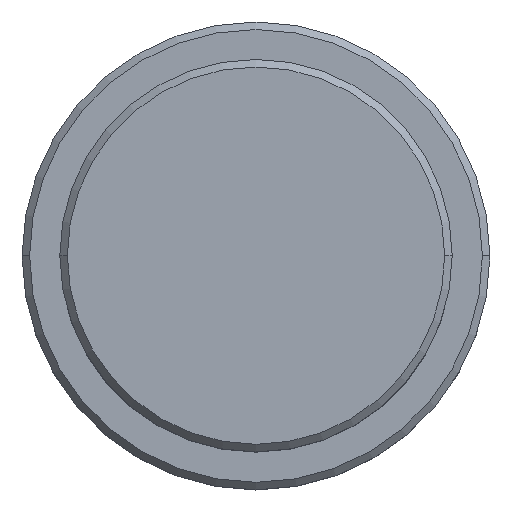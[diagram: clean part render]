
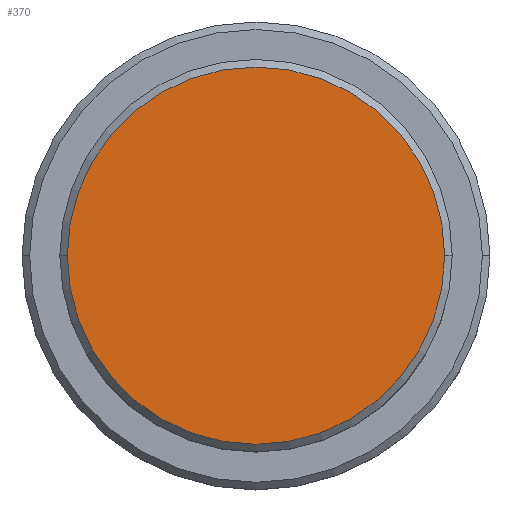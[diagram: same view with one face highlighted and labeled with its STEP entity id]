
A CAD part, top view. The second image highlights one B-rep face of the part: STEP entity #370.
In plain terms, the highlighted planar face has unit normal (0, 0, 1).
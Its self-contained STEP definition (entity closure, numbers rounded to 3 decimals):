
#16 = CARTESIAN_POINT ( 'NONE',  ( 0., 0., 0. ) ) ;
#39 = EDGE_CURVE ( 'NONE', #724, #798, #483, .T. ) ;
#40 = EDGE_LOOP ( 'NONE', ( #68, #361 ) ) ;
#68 = ORIENTED_EDGE ( 'NONE', *, *, #39, .T. ) ;
#126 = CARTESIAN_POINT ( 'NONE',  ( 0., 0., 0. ) ) ;
#180 = CARTESIAN_POINT ( 'NONE',  ( -12.5, 0., 0. ) ) ;
#361 = ORIENTED_EDGE ( 'NONE', *, *, #649, .T. ) ;
#370 = ADVANCED_FACE ( 'NONE', ( #1002 ), #1089, .T. ) ;
#401 = DIRECTION ( 'NONE',  ( 0., 0., 1. ) ) ;
#447 = DIRECTION ( 'NONE',  ( 0., 0., 1. ) ) ;
#463 = AXIS2_PLACEMENT_3D ( 'NONE', #126, #564, #1295 ) ;
#483 = CIRCLE ( 'NONE', #832, 12.5 ) ;
#564 = DIRECTION ( 'NONE',  ( 0., 0., 1. ) ) ;
#633 = DIRECTION ( 'NONE',  ( 1., 0., 0. ) ) ;
#649 = EDGE_CURVE ( 'NONE', #798, #724, #905, .T. ) ;
#673 = DIRECTION ( 'NONE',  ( 1., 0., 0. ) ) ;
#724 = VERTEX_POINT ( 'NONE', #180 ) ;
#798 = VERTEX_POINT ( 'NONE', #1328 ) ;
#832 = AXIS2_PLACEMENT_3D ( 'NONE', #869, #401, #633 ) ;
#869 = CARTESIAN_POINT ( 'NONE',  ( 0., 0., 0. ) ) ;
#905 = CIRCLE ( 'NONE', #463, 12.5 ) ;
#1002 = FACE_OUTER_BOUND ( 'NONE', #40, .T. ) ;
#1089 = PLANE ( 'NONE',  #1235 ) ;
#1235 = AXIS2_PLACEMENT_3D ( 'NONE', #16, #447, #673 ) ;
#1295 = DIRECTION ( 'NONE',  ( 1., 0., 0. ) ) ;
#1328 = CARTESIAN_POINT ( 'NONE',  ( 12.5, 0., 0. ) ) ;
